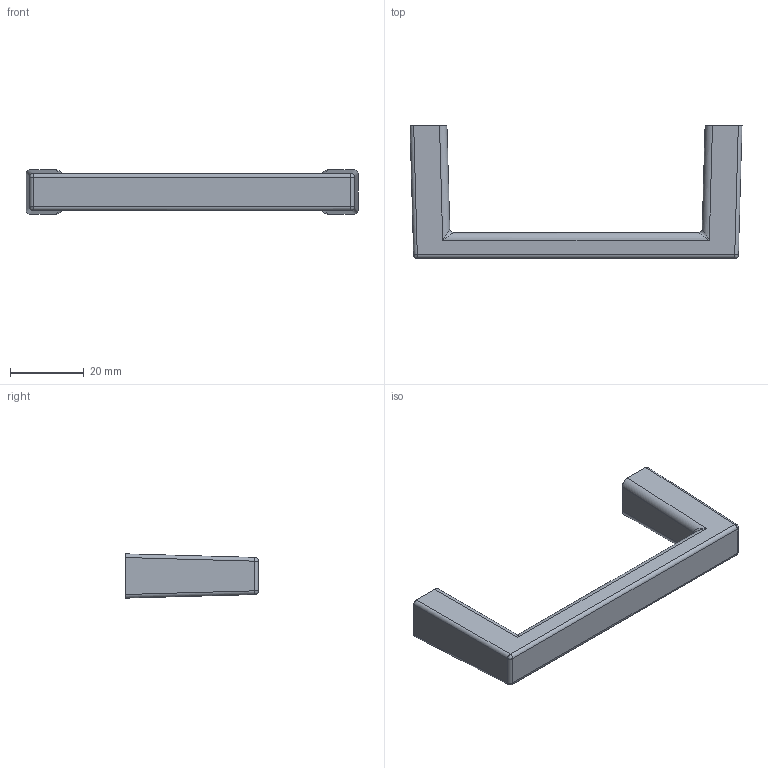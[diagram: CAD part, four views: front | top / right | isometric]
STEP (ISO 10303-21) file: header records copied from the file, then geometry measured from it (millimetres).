
FILE_DESCRIPTION( (''), '2;1');
FILE_NAME ('PC50.7036.THA_158S_1_31554.stp','2020-03-13T13:33:01',(''),(''),'spGate 16.7.1','','');
FILE_SCHEMA (('AUTOMOTIVE_DESIGN'));
Length unit declared in the file: millimetre
Bounding box: 90 x 36 x 12 mm (x, y, z)
Volume: 12016.9 mm3; surface area: 5661.7 mm2
Topology: 1 solids, 1 shells, 48 faces, 152 edges, 104 vertices
Faces by surface type: cylinder 24, plane 12, bspline 12
Entity records: 3285 total; most frequent: CARTESIAN_POINT 1152, ORIENTED_EDGE 296, COLOUR_RGB 197, PRESENTATION_STYLE_ASSIGNMENT 197, STYLED_ITEM 197, EDGE_CURVE 148, DRAUGHTING_PRE_DEFINED_CURVE_FONT 148, CURVE_STYLE 148
